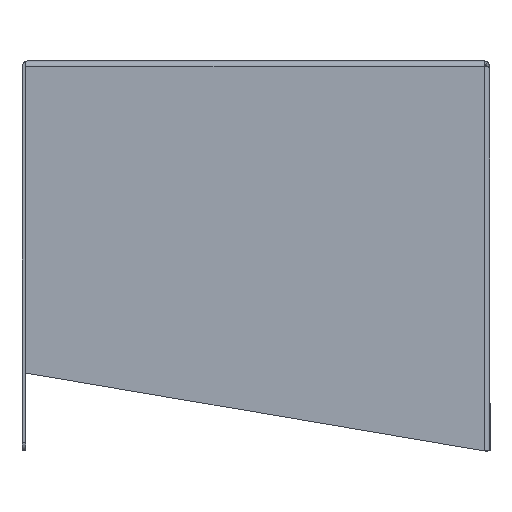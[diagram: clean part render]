
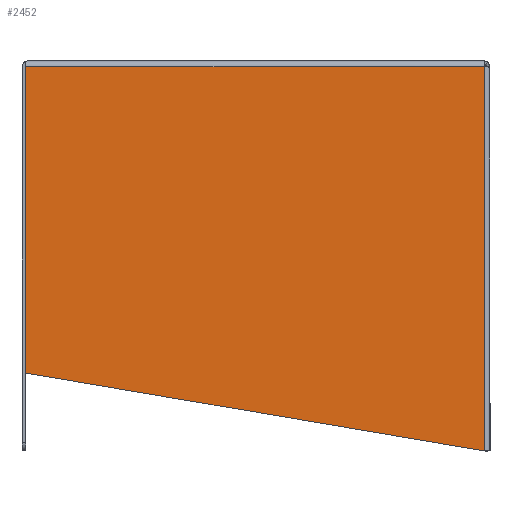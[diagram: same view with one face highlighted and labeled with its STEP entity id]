
A CAD part, left-side view. The second image highlights one B-rep face of the part: STEP entity #2452.
In plain terms, the highlighted planar face has unit normal (-1, 0, 0).
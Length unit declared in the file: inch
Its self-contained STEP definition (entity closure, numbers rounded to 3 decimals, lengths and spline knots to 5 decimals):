
#103 = AXIS2_PLACEMENT_3D ( 'NONE', #1129, #1923, #1495 ) ;
#138 = EDGE_CURVE ( 'NONE', #1343, #1130, #1656, .T. ) ;
#307 = DIRECTION ( 'NONE',  ( 0., 0., 1. ) ) ;
#399 = LINE ( 'NONE', #557, #490 ) ;
#422 = LINE ( 'NONE', #1179, #1434 ) ;
#476 = ORIENTED_EDGE ( 'NONE', *, *, #1716, .T. ) ;
#490 = VECTOR ( 'NONE', #1349, 39.37008 ) ;
#557 = CARTESIAN_POINT ( 'NONE',  ( 0., 0.048, 0. ) ) ;
#610 = CARTESIAN_POINT ( 'NONE',  ( 0., 11.80992, 9.857 ) ) ;
#697 = EDGE_CURVE ( 'NONE', #2192, #897, #422, .T. ) ;
#865 = DIRECTION ( 'NONE',  ( 0., -1., 0. ) ) ;
#887 = LINE ( 'NONE', #1853, #2033 ) ;
#897 = VERTEX_POINT ( 'NONE', #1200 ) ;
#901 = CARTESIAN_POINT ( 'NONE',  ( 0., 11.80992, 2.00015 ) ) ;
#905 = CARTESIAN_POINT ( 'NONE',  ( 0., 0.048, 9.857 ) ) ;
#1121 = VECTOR ( 'NONE', #307, 39.37008 ) ;
#1129 = CARTESIAN_POINT ( 'NONE',  ( 0., 0., 0. ) ) ;
#1130 = VERTEX_POINT ( 'NONE', #905 ) ;
#1140 = FACE_OUTER_BOUND ( 'NONE', #1810, .T. ) ;
#1179 = CARTESIAN_POINT ( 'NONE',  ( 0., 0.00135, -0.00793 ) ) ;
#1200 = CARTESIAN_POINT ( 'NONE',  ( 0., 0.048, 0. ) ) ;
#1343 = VERTEX_POINT ( 'NONE', #2052 ) ;
#1349 = DIRECTION ( 'NONE',  ( 0., 0., 1. ) ) ;
#1434 = VECTOR ( 'NONE', #2356, 39.37008 ) ;
#1491 = VERTEX_POINT ( 'NONE', #610 ) ;
#1495 = DIRECTION ( 'NONE',  ( 0., 0., 1. ) ) ;
#1505 = PLANE ( 'NONE',  #103 ) ;
#1539 = ORIENTED_EDGE ( 'NONE', *, *, #138, .T. ) ;
#1656 = LINE ( 'NONE', #2435, #1121 ) ;
#1716 = EDGE_CURVE ( 'NONE', #1491, #2192, #2478, .T. ) ;
#1810 = EDGE_LOOP ( 'NONE', ( #2519, #476, #1995, #2270, #1539 ) ) ;
#1853 = CARTESIAN_POINT ( 'NONE',  ( 0., 11.762, 9.857 ) ) ;
#1862 = CARTESIAN_POINT ( 'NONE',  ( 0., 11.80992, 49.37008 ) ) ;
#1913 = VECTOR ( 'NONE', #2493, 39.37008 ) ;
#1923 = DIRECTION ( 'NONE',  ( -1., 0., 0. ) ) ;
#1995 = ORIENTED_EDGE ( 'NONE', *, *, #697, .T. ) ;
#2033 = VECTOR ( 'NONE', #865, 39.37008 ) ;
#2052 = CARTESIAN_POINT ( 'NONE',  ( 0., 0.048, 9.85692 ) ) ;
#2053 = EDGE_CURVE ( 'NONE', #1491, #1130, #887, .T. ) ;
#2192 = VERTEX_POINT ( 'NONE', #901 ) ;
#2221 = EDGE_CURVE ( 'NONE', #897, #1343, #399, .T. ) ;
#2270 = ORIENTED_EDGE ( 'NONE', *, *, #2221, .T. ) ;
#2356 = DIRECTION ( 'NONE',  ( 0., -0.986, -0.168 ) ) ;
#2435 = CARTESIAN_POINT ( 'NONE',  ( 0., 0.048, 0. ) ) ;
#2452 = ADVANCED_FACE ( 'NONE', ( #1140 ), #1505, .T. ) ;
#2478 = LINE ( 'NONE', #1862, #1913 ) ;
#2493 = DIRECTION ( 'NONE',  ( 0., 0., -1. ) ) ;
#2519 = ORIENTED_EDGE ( 'NONE', *, *, #2053, .F. ) ;
